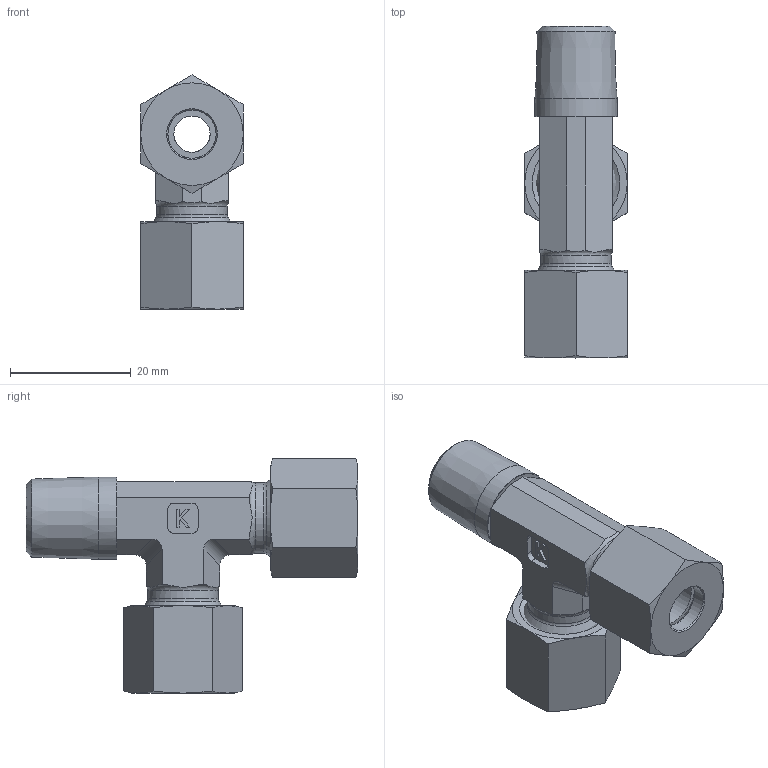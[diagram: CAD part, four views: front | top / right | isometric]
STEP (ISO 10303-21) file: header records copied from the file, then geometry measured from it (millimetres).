
FILE_DESCRIPTION((''),'2;1');
FILE_NAME('2513082814.stp','2014-08-25T11:03:19',(''),('KNOMI spol. s r. o.'),'Autodesk Inventor 2012','Autodesk Inventor 2012','');
FILE_SCHEMA(('AUTOMOTIVE_DESIGN { 1 2 10303 214 0 1 1 1 }'));
Length unit declared in the file: millimetre
Products named in the file (4): TBCR2K  8LRkuž; 40108; 3910814; 2512082814
Assembly tree (5 placements, depth 2):
  TBCR2K  8LRkuž
    40108  x2
    3910814  x2
    2512082814
Bounding box: 17 x 55 x 38.81 mm (x, y, z)
Volume: 10807.4 mm3; surface area: 8718.2 mm2
Topology: 5 solids, 5 shells, 162 faces, 401 edges, 252 vertices
Faces by surface type: plane 76, cone 47, cylinder 29, torus 10
Full cylindrical faces by diameter (mm): 6 x2, 8 x6, 10 x2, 11.7 x2, 12 x2, 12.376 x2, 13.626 x1, 14 x2
Entity records: 3882 total; most frequent: CARTESIAN_POINT 792, DIRECTION 600, ORIENTED_EDGE 554, EDGE_CURVE 277, AXIS2_PLACEMENT_3D 235, VERTEX_POINT 195, EDGE_LOOP 174, STYLED_ITEM 130
